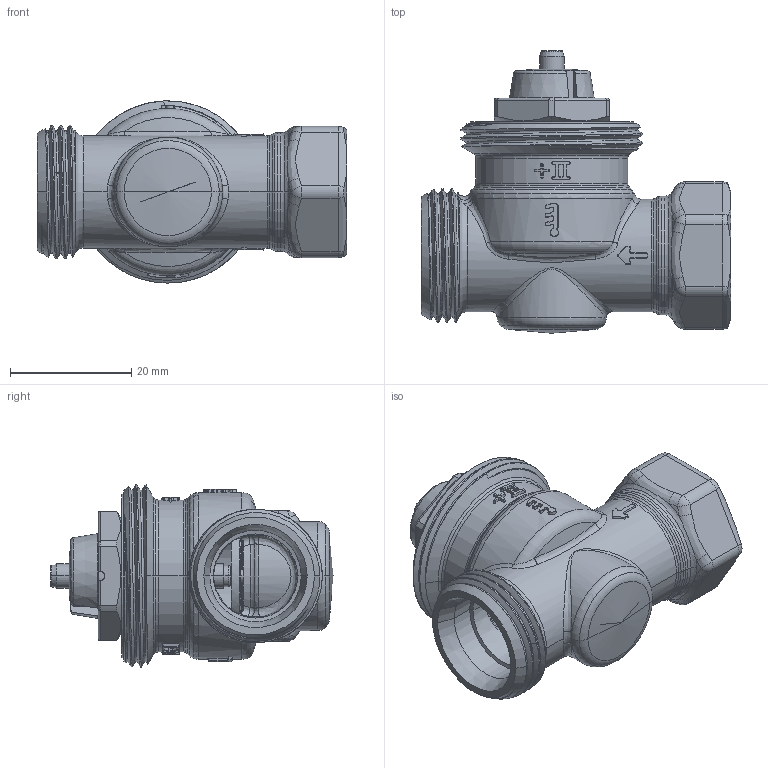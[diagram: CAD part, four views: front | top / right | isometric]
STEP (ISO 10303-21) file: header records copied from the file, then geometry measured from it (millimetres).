
FILE_DESCRIPTION((''),'2;1');
FILE_NAME('50820-010-GEWINDE_SW0001','2016-06-09T',('marann'),(''),'PRO/ENGINEER BY PARAMETRIC TECHNOLOGY CORPORATION, 2011490','PRO/ENGINEER BY PARAMETRIC TECHNOLOGY CORPORATION, 2011490','');
FILE_SCHEMA(('CONFIG_CONTROL_DESIGN'));
Products named in the file (1): 50820-010-GEWINDE_SW0001
Bounding box: 50.95 x 46.49 x 30 mm (x, y, z)
Volume: 14218.7 mm3; surface area: 13890.8 mm2
Topology: 2 solids, 2 shells, 718 faces, 1840 edges, 1140 vertices
Faces by surface type: bspline 248, cylinder 163, cone 110, plane 90, torus 86, sphere 18, extrusion 3
Entity records: 47285 total; most frequent: CARTESIAN_POINT 32017, ORIENTED_EDGE 3640, DIRECTION 2409, EDGE_CURVE 1820, VERTEX_POINT 1140, AXIS2_PLACEMENT_3D 949, B_SPLINE_CURVE_WITH_KNOTS 833, EDGE_LOOP 758
